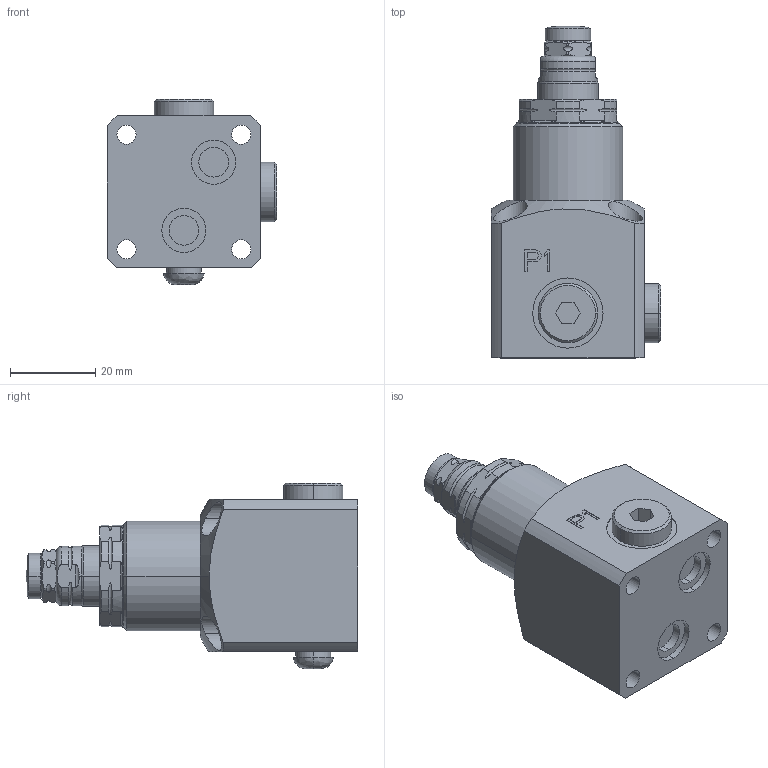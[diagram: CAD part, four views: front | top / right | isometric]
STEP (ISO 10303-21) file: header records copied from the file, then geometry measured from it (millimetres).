
FILE_DESCRIPTION((''),'2;1');
FILE_NAME('ILCMV41080620PS','2020-03-20T',('Mjust'),(''),'PRO/ENGINEER BY PARAMETRIC TECHNOLOGY CORPORATION, 2017170','PRO/ENGINEER BY PARAMETRIC TECHNOLOGY CORPORATION, 2017170','');
FILE_SCHEMA(('AUTOMOTIVE_DESIGN { 1 0 10303 214 1 1 1 1 }'));
Length unit declared in the file: millimetre
Products named in the file (1): ILCMV41080620PS
Bounding box: 39.81 x 77.98 x 43.59 mm (x, y, z)
Volume: 57699 mm3; surface area: 12825.9 mm2
Topology: 1 solids, 1 shells, 295 faces, 759 edges, 493 vertices
Faces by surface type: plane 155, cylinder 84, cone 30, torus 22, sphere 2, bspline 2
Entity records: 12610 total; most frequent: CARTESIAN_POINT 3081, ORIENTED_EDGE 1514, DIRECTION 1455, PRESENTATION_STYLE_ASSIGNMENT 758, STYLED_ITEM 758, CURVE_STYLE 757, EDGE_CURVE 757, AXIS2_PLACEMENT_3D 497
